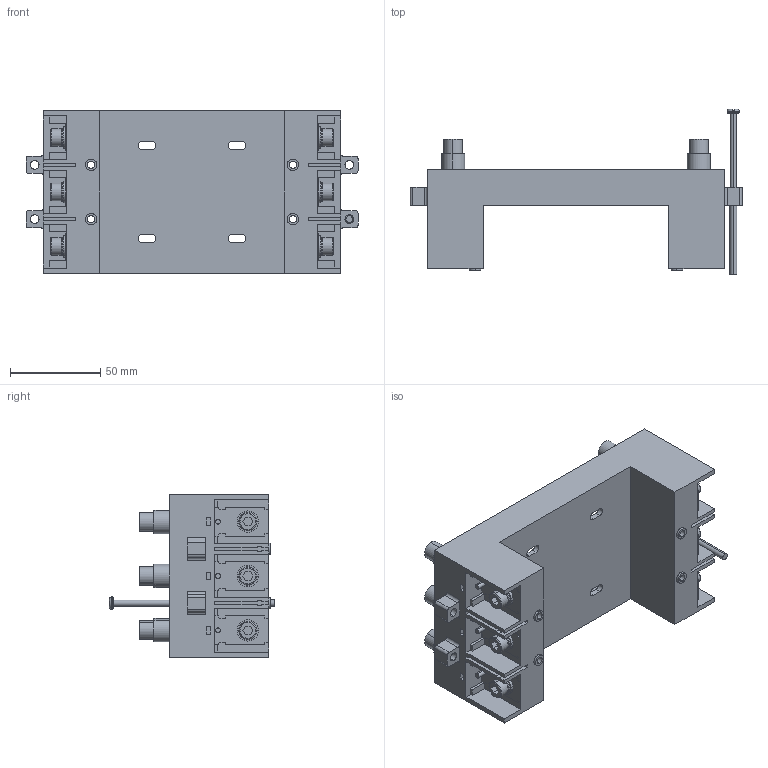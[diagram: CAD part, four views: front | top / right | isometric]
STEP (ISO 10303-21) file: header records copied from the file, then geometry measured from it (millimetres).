
FILE_DESCRIPTION (( 'STEP AP203' ), '1' );
FILE_NAME ('mccb-1ETU-pin13R-125A.ÃÌ Ïàíåëü âòû÷íàÿ AV POWER-1-3ETU çàäíåãî ïðèñîåä..STEP', '2024-04-17T14:18:02', ( '' ), ( '' ), 'SwSTEP 2.0', 'SolidWorks 2021', '' );
FILE_SCHEMA (( 'CONFIG_CONTROL_DESIGN' ));
Length unit declared in the file: millimetre
Products named in the file (4): mccb-1ETU-pin13R-125A.襟-3_00; mccb-1ETU-pin13R-125A.襟-2_00; mccb-1ETU-pin13R-125A.ÃÌ Ïàíåëü âòû÷íàÿ AV POWER-1-3ETU çàäíåãî ïðèñîåä.; mccb-1ETU-pin13R-125A.襟-1_00
Assembly tree (8 placements, depth 2):
  mccb-1ETU-pin13R-125A.ÃÌ Ïàíåëü âòû÷íàÿ AV POWER-1-3ETU çàäíåãî ïðèñîåä.
    mccb-1ETU-pin13R-125A.襟-1_00
    mccb-1ETU-pin13R-125A.襟-2_00  x6
    mccb-1ETU-pin13R-125A.襟-3_00
Bounding box: 184.3 x 91.95 x 90 mm (x, y, z)
Volume: 298082.2 mm3; surface area: 100683.7 mm2
Topology: 14 solids, 14 shells, 735 faces, 1862 edges, 1230 vertices
Faces by surface type: plane 479, cylinder 210, torus 28, cone 18
Entity records: 19975 total; most frequent: CARTESIAN_POINT 3419, DIRECTION 3333, ORIENTED_EDGE 3284, EDGE_CURVE 1642, LINE 1227, VECTOR 1227, VERTEX_POINT 1085, AXIS2_PLACEMENT_3D 1053
